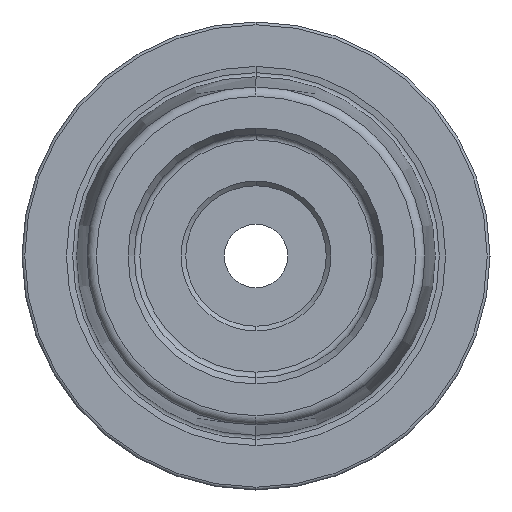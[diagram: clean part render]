
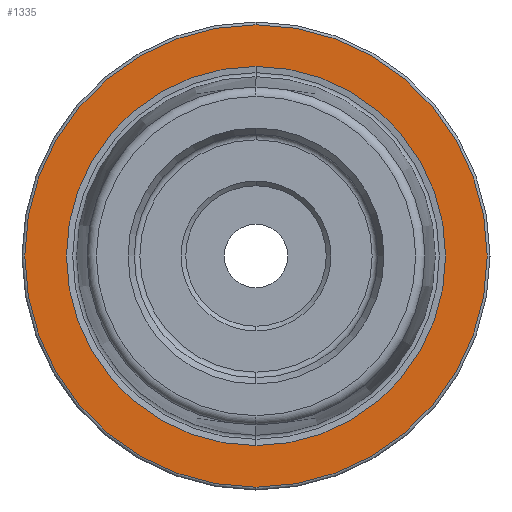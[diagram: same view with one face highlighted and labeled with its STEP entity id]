
A CAD part, left-side view. The second image highlights one B-rep face of the part: STEP entity #1335.
In plain terms, the highlighted planar face has unit normal (-1, 0, 0).
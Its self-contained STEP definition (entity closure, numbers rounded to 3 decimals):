
#66 = EDGE_CURVE ( 'NONE', #1986, #3785, #3921, .T. ) ;
#193 = CARTESIAN_POINT ( 'NONE',  ( 0., 0., -24.7 ) ) ;
#222 = EDGE_CURVE ( 'NONE', #3785, #1986, #566, .T. ) ;
#566 = CIRCLE ( 'NONE', #2074, 24.7 ) ;
#878 = FACE_OUTER_BOUND ( 'NONE', #3663, .T. ) ;
#984 = CARTESIAN_POINT ( 'NONE',  ( 0., 0., 0. ) ) ;
#1142 = EDGE_CURVE ( 'NONE', #4622, #3246, #1933, .T. ) ;
#1335 = ADVANCED_FACE ( 'NONE', ( #3109, #878 ), #1781, .F. ) ;
#1347 = DIRECTION ( 'NONE',  ( 0., 0., -1. ) ) ;
#1371 = DIRECTION ( 'NONE',  ( 1., 0., 0. ) ) ;
#1398 = DIRECTION ( 'NONE',  ( 0., 0., 1. ) ) ;
#1502 = CIRCLE ( 'NONE', #3780, 20.258 ) ;
#1593 = CARTESIAN_POINT ( 'NONE',  ( 0., 0., 24.7 ) ) ;
#1641 = ORIENTED_EDGE ( 'NONE', *, *, #1142, .F. ) ;
#1767 = AXIS2_PLACEMENT_3D ( 'NONE', #2147, #3929, #3850 ) ;
#1781 = PLANE ( 'NONE',  #1937 ) ;
#1802 = DIRECTION ( 'NONE',  ( -1., 0., 0. ) ) ;
#1813 = CARTESIAN_POINT ( 'NONE',  ( 0., 24.7, 0. ) ) ;
#1864 = DIRECTION ( 'NONE',  ( -1., 0., 0. ) ) ;
#1899 = DIRECTION ( 'NONE',  ( 0., 0., 1. ) ) ;
#1933 = CIRCLE ( 'NONE', #1767, 20.258 ) ;
#1937 = AXIS2_PLACEMENT_3D ( 'NONE', #1813, #1371, #1347 ) ;
#1986 = VERTEX_POINT ( 'NONE', #1593 ) ;
#2074 = AXIS2_PLACEMENT_3D ( 'NONE', #984, #3916, #1398 ) ;
#2147 = CARTESIAN_POINT ( 'NONE',  ( 0., 0., 0. ) ) ;
#2272 = ORIENTED_EDGE ( 'NONE', *, *, #222, .T. ) ;
#2714 = EDGE_CURVE ( 'NONE', #3246, #4622, #1502, .T. ) ;
#2741 = AXIS2_PLACEMENT_3D ( 'NONE', #5274, #1802, #1899 ) ;
#2866 = EDGE_LOOP ( 'NONE', ( #1641, #3898 ) ) ;
#3109 = FACE_BOUND ( 'NONE', #2866, .T. ) ;
#3246 = VERTEX_POINT ( 'NONE', #4676 ) ;
#3663 = EDGE_LOOP ( 'NONE', ( #4646, #2272 ) ) ;
#3780 = AXIS2_PLACEMENT_3D ( 'NONE', #4378, #1864, #4810 ) ;
#3785 = VERTEX_POINT ( 'NONE', #193 ) ;
#3850 = DIRECTION ( 'NONE',  ( 0., 0., 1. ) ) ;
#3898 = ORIENTED_EDGE ( 'NONE', *, *, #2714, .F. ) ;
#3916 = DIRECTION ( 'NONE',  ( -1., 0., 0. ) ) ;
#3921 = CIRCLE ( 'NONE', #2741, 24.7 ) ;
#3929 = DIRECTION ( 'NONE',  ( -1., 0., 0. ) ) ;
#4378 = CARTESIAN_POINT ( 'NONE',  ( 0., 0., 0. ) ) ;
#4622 = VERTEX_POINT ( 'NONE', #5420 ) ;
#4646 = ORIENTED_EDGE ( 'NONE', *, *, #66, .T. ) ;
#4676 = CARTESIAN_POINT ( 'NONE',  ( 0., 0., -20.258 ) ) ;
#4810 = DIRECTION ( 'NONE',  ( 0., 0., 1. ) ) ;
#5274 = CARTESIAN_POINT ( 'NONE',  ( 0., 0., 0. ) ) ;
#5420 = CARTESIAN_POINT ( 'NONE',  ( 0., 0., 20.258 ) ) ;
